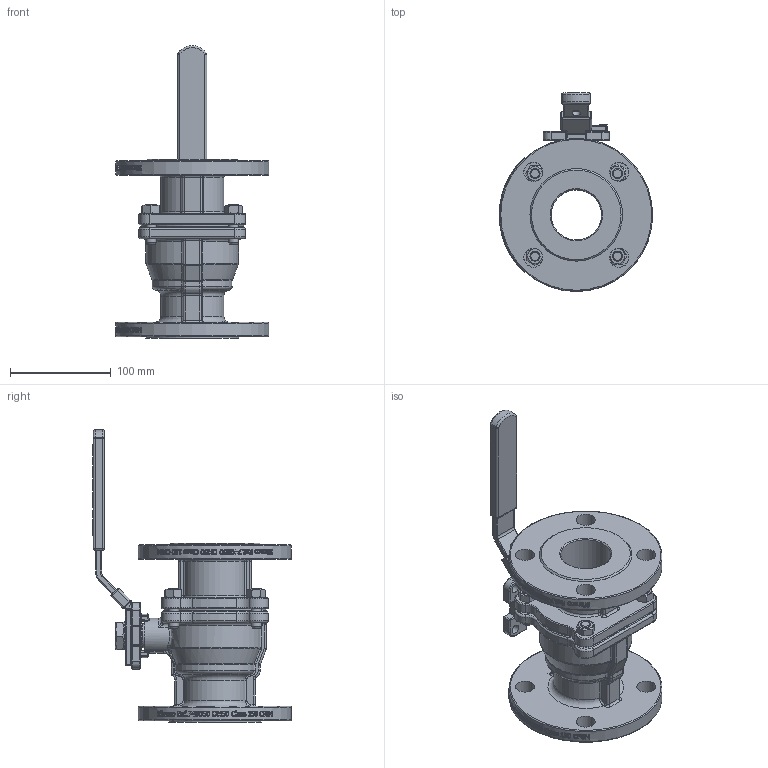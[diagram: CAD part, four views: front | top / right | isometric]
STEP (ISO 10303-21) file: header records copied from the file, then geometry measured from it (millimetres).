
FILE_DESCRIPTION(/* description */ ('794050'),/* implementation_level */ '2;1');
FILE_NAME(/* name */ '794050.stp',/* time_stamp */ '2015-09-18T09:05:31+02:00',/* author */ ('jmorand'),/* organization */ ('Sferaco'),/* preprocessor_version */ 'ST-DEVELOPER v16.1',/* originating_system */ 'Autodesk Inventor 2016',/* authorisation */ '');
FILE_SCHEMA (('AUTOMOTIVE_DESIGN { 1 0 10303 214 3 1 1 }'));
Products named in the file (1): 794050_bd
Bounding box: 152.5 x 197.5 x 291 mm (x, y, z)
Volume: 1102366.6 mm3; surface area: 205439.1 mm2
Topology: 2 solids, 2 shells, 2490 faces, 6541 edges, 4200 vertices
Faces by surface type: bspline 1040, plane 849, cylinder 378, torus 142, sphere 46, cone 35
Full cylindrical faces by diameter (mm): 4.134 x1, 8 x2, 9 x4, 10 x12, 10.5 x4, 15.294 x1, 18 x2, 18.5 x3, 19 x8, 24 x1, 28 x2, 34 x1, 50 x1, 92 x2, 102 x1, 152 x2
Entity records: 98907 total; most frequent: CARTESIAN_POINT 41909, ORIENTED_EDGE 12858, DIRECTION 8395, EDGE_CURVE 6429, VERTEX_POINT 4171, LINE 3005, VECTOR 3005, EDGE_LOOP 2786
